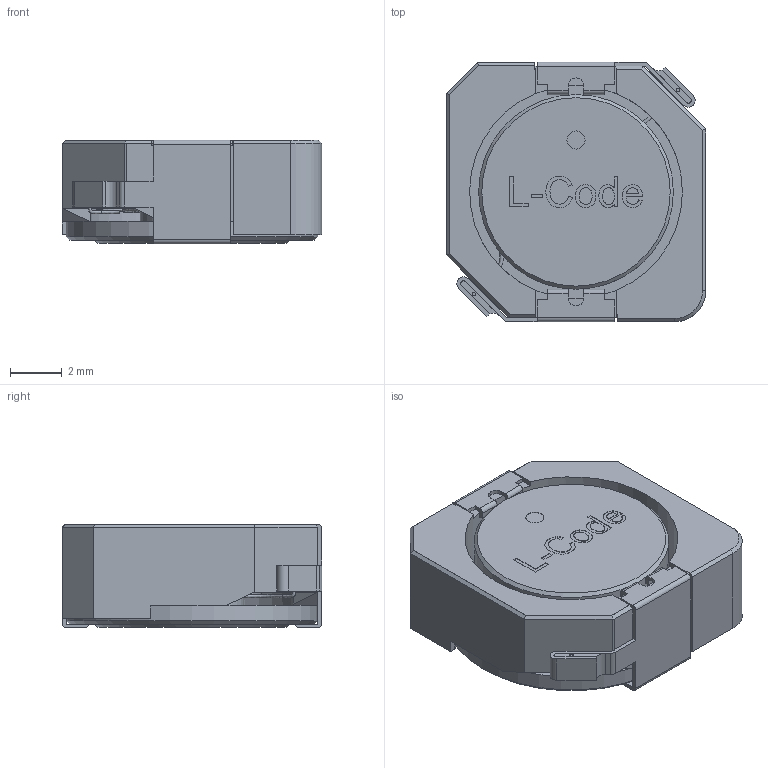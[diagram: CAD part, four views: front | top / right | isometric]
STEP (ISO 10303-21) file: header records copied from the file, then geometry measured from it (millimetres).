
FILE_DESCRIPTION(/* description */ ('Unknown'),/* implementation_level */ '2;1');
FILE_NAME(/* name */ '7687719xxx',/* time_stamp */ '2025-02-14T10:16:01+08:00',/* author */ ('Unknown'),/* organization */ ('Unknown'),/* preprocessor_version */ 'ST-DEVELOPER v19.4',/* originating_system */ 'Solid Edge',/* authorisation */ 'Unknown');
FILE_SCHEMA (('AUTOMOTIVE_DESIGN {1 0 10303 214 3 1 1}'));
Length unit declared in the file: millimetre
Products named in the file (6): 7687719xxx; core; shielding ring; Coil new; base; Solder
Assembly tree (7 placements, depth 2):
  7687719xxx
    core
    shielding ring
    Coil new
    base  x2
    Solder  x2
Bounding box: 10 x 10 x 4 mm (x, y, z)
Volume: 254.7 mm3; surface area: 779.1 mm2
Topology: 7 solids, 7 shells, 233 faces, 604 edges, 396 vertices
Faces by surface type: plane 155, cylinder 51, bspline 23, cone 4
Full cylindrical faces by diameter (mm): 0.13 x1, 0.7 x1, 4 x1, 7.5 x1, 8.2 x1, 9.7 x1
Entity records: 8054 total; most frequent: CARTESIAN_POINT 3388, ORIENTED_EDGE 860, DIRECTION 804, EDGE_CURVE 430, VERTEX_POINT 293, LINE 276, VECTOR 276, AXIS2_PLACEMENT_3D 264
